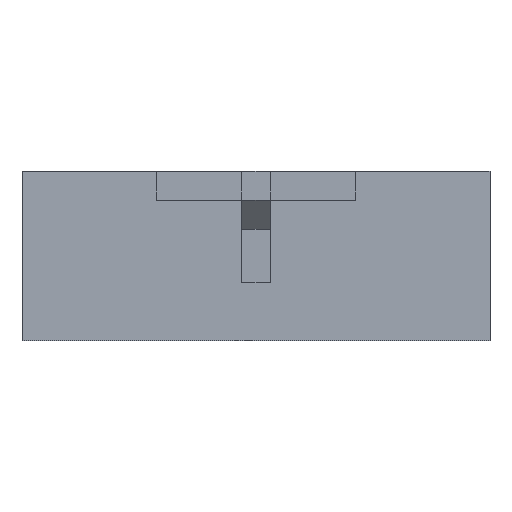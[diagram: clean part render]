
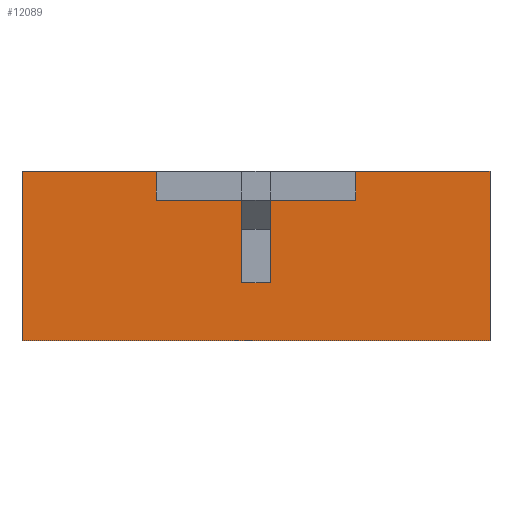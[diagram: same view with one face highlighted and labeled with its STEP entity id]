
A CAD part, left-side view. The second image highlights one B-rep face of the part: STEP entity #12089.
In plain terms, the highlighted planar face has unit normal (-1, 0, 0).
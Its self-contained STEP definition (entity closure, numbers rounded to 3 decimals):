
#2283 = VERTEX_POINT('',#2284);
#2284 = CARTESIAN_POINT('',(-19.8,-10.5,-3.8));
#2290 = EDGE_CURVE('',#2291,#2283,#2293,.T.);
#2291 = VERTEX_POINT('',#2292);
#2292 = CARTESIAN_POINT('',(-19.8,10.5,-3.8));
#2293 = LINE('',#2294,#2295);
#2294 = CARTESIAN_POINT('',(-19.8,10.5,-3.8));
#2295 = VECTOR('',#2296,1.);
#2296 = DIRECTION('',(0.,-1.,0.));
#7788 = VERTEX_POINT('',#7789);
#7789 = CARTESIAN_POINT('',(-19.8,-0.65,
    -1.2));
#7795 = EDGE_CURVE('',#7796,#7788,#7798,.T.);
#7796 = VERTEX_POINT('',#7797);
#7797 = CARTESIAN_POINT('',(-19.8,-0.65,2.5));
#7798 = LINE('',#7799,#7800);
#7799 = CARTESIAN_POINT('',(-19.8,-0.65,2.5));
#7800 = VECTOR('',#7801,1.);
#7801 = DIRECTION('',(0.,0.,-1.));
#7826 = EDGE_CURVE('',#7827,#7796,#7829,.T.);
#7827 = VERTEX_POINT('',#7828);
#7828 = CARTESIAN_POINT('',(-19.8,-4.475,2.5));
#7829 = LINE('',#7830,#7831);
#7830 = CARTESIAN_POINT('',(-19.8,-4.475,2.5));
#7831 = VECTOR('',#7832,1.);
#7832 = DIRECTION('',(0.,1.,0.));
#7922 = VERTEX_POINT('',#7923);
#7923 = CARTESIAN_POINT('',(-19.8,-4.475,
    3.8));
#7929 = EDGE_CURVE('',#7930,#7922,#7932,.T.);
#7930 = VERTEX_POINT('',#7931);
#7931 = CARTESIAN_POINT('',(-19.8,-10.5,3.8));
#7932 = LINE('',#7933,#7934);
#7933 = CARTESIAN_POINT('',(-19.8,-10.5,3.8));
#7934 = VECTOR('',#7935,1.);
#7935 = DIRECTION('',(0.,1.,0.));
#7986 = VERTEX_POINT('',#7987);
#7987 = CARTESIAN_POINT('',(-19.8,10.5,3.8));
#7993 = EDGE_CURVE('',#7994,#7986,#7996,.T.);
#7994 = VERTEX_POINT('',#7995);
#7995 = CARTESIAN_POINT('',(-19.8,4.475,
    3.8));
#7996 = LINE('',#7997,#7998);
#7997 = CARTESIAN_POINT('',(-19.8,4.475,
    3.8));
#7998 = VECTOR('',#7999,1.);
#7999 = DIRECTION('',(0.,1.,0.));
#8688 = EDGE_CURVE('',#8689,#7994,#8691,.T.);
#8689 = VERTEX_POINT('',#8690);
#8690 = CARTESIAN_POINT('',(-19.8,4.475,2.5));
#8691 = LINE('',#8692,#8693);
#8692 = CARTESIAN_POINT('',(-19.8,4.475,2.5));
#8693 = VECTOR('',#8694,1.);
#8694 = DIRECTION('',(0.,0.,1.));
#8711 = EDGE_CURVE('',#8712,#8689,#8714,.T.);
#8712 = VERTEX_POINT('',#8713);
#8713 = CARTESIAN_POINT('',(-19.8,0.65,2.5));
#8714 = LINE('',#8715,#8716);
#8715 = CARTESIAN_POINT('',(-19.8,0.65,2.5));
#8716 = VECTOR('',#8717,1.);
#8717 = DIRECTION('',(0.,1.,0.));
#12089 = ADVANCED_FACE('',(#12090),#12131,.T.);
#12090 = FACE_BOUND('',#12091,.T.);
#12091 = EDGE_LOOP('',(#12092,#12093,#12094,#12102,#12108,#12109,#12110,
    #12111,#12117,#12118,#12124,#12125));
#12092 = ORIENTED_EDGE('',*,*,#7826,.T.);
#12093 = ORIENTED_EDGE('',*,*,#7795,.T.);
#12094 = ORIENTED_EDGE('',*,*,#12095,.T.);
#12095 = EDGE_CURVE('',#7788,#12096,#12098,.T.);
#12096 = VERTEX_POINT('',#12097);
#12097 = CARTESIAN_POINT('',(-19.8,0.65,
    -1.2));
#12098 = LINE('',#12099,#12100);
#12099 = CARTESIAN_POINT('',(-19.8,-0.65,
    -1.2));
#12100 = VECTOR('',#12101,1.);
#12101 = DIRECTION('',(0.,1.,0.));
#12102 = ORIENTED_EDGE('',*,*,#12103,.T.);
#12103 = EDGE_CURVE('',#12096,#8712,#12104,.T.);
#12104 = LINE('',#12105,#12106);
#12105 = CARTESIAN_POINT('',(-19.8,0.65,
    -1.2));
#12106 = VECTOR('',#12107,1.);
#12107 = DIRECTION('',(0.,0.,1.));
#12108 = ORIENTED_EDGE('',*,*,#8711,.T.);
#12109 = ORIENTED_EDGE('',*,*,#8688,.T.);
#12110 = ORIENTED_EDGE('',*,*,#7993,.T.);
#12111 = ORIENTED_EDGE('',*,*,#12112,.T.);
#12112 = EDGE_CURVE('',#7986,#2291,#12113,.T.);
#12113 = LINE('',#12114,#12115);
#12114 = CARTESIAN_POINT('',(-19.8,10.5,3.8));
#12115 = VECTOR('',#12116,1.);
#12116 = DIRECTION('',(0.,0.,-1.));
#12117 = ORIENTED_EDGE('',*,*,#2290,.T.);
#12118 = ORIENTED_EDGE('',*,*,#12119,.T.);
#12119 = EDGE_CURVE('',#2283,#7930,#12120,.T.);
#12120 = LINE('',#12121,#12122);
#12121 = CARTESIAN_POINT('',(-19.8,-10.5,-3.8));
#12122 = VECTOR('',#12123,1.);
#12123 = DIRECTION('',(0.,0.,1.));
#12124 = ORIENTED_EDGE('',*,*,#7929,.T.);
#12125 = ORIENTED_EDGE('',*,*,#12126,.T.);
#12126 = EDGE_CURVE('',#7922,#7827,#12127,.T.);
#12127 = LINE('',#12128,#12129);
#12128 = CARTESIAN_POINT('',(-19.8,-4.475,
    3.8));
#12129 = VECTOR('',#12130,1.);
#12130 = DIRECTION('',(0.,0.,-1.));
#12131 = PLANE('',#12132);
#12132 = AXIS2_PLACEMENT_3D('',#12133,#12134,#12135);
#12133 = CARTESIAN_POINT('',(-19.8,0.,-0.051));
#12134 = DIRECTION('',(-1.,-0.,-0.));
#12135 = DIRECTION('',(0.,0.,-1.));
